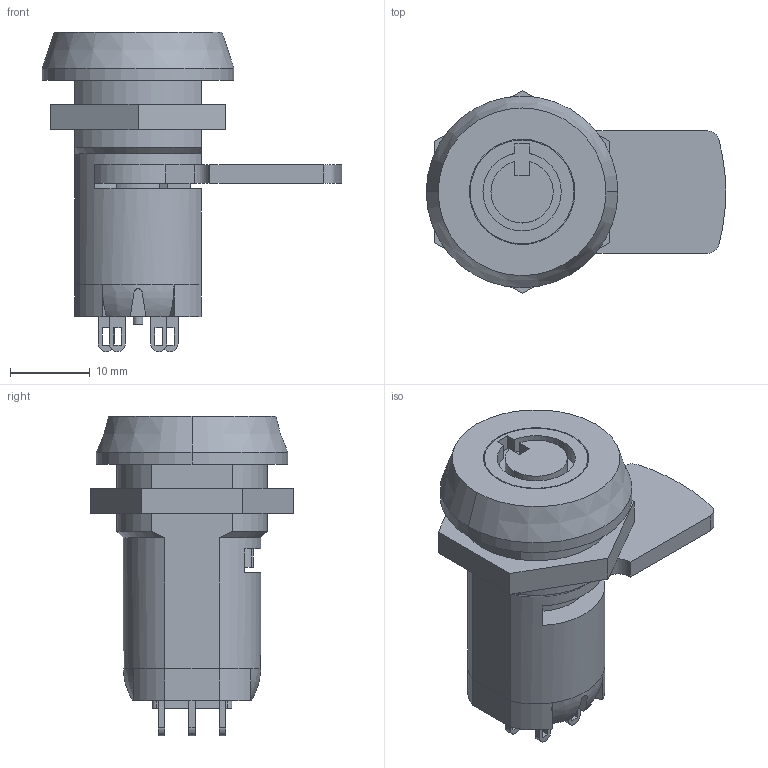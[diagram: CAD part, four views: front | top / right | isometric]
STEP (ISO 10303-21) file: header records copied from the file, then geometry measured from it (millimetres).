
FILE_DESCRIPTION (( 'STEP AP203' ), '1' );
FILE_NAME ('S-28-90-B-2.STEP', '2007-01-30T00:58:04', ( ' ' ), ( ' ' ), 'SwSTEP 2.0', 'SolidWorks 2006004', '' );
FILE_SCHEMA (( 'CONFIG_CONTROL_DESIGN' ));
Length unit declared in the file: millimetre
Products named in the file (7): S-28 抂巕_岞_棉太倌; S-28 庢晅僫僢僩M19_岞_棉太倌; S-28-90-B-2; S-28 忶慜_岞_棉太倌; S-28 巭傔嬥_岞_棉太倌; S-28 化粧キャップ_公_ﾃﾞﾌｫﾙﾄ; S-28 スイッチ_公_ﾃﾞﾌｫﾙﾄ
Assembly tree (11 placements, depth 2):
  S-28-90-B-2
    S-28 抂巕_岞_棉太倌  x6
    S-28 巭傔嬥_岞_棉太倌
    S-28 スイッチ_公_ﾃﾞﾌｫﾙﾄ
    S-28 忶慜_岞_棉太倌
    S-28 化粧キャップ_公_ﾃﾞﾌｫﾙﾄ
    S-28 庢晅僫僢僩M19_岞_棉太倌
Bounding box: 37.5 x 25.4 x 40 mm (x, y, z)
Volume: 10074 mm3; surface area: 6759 mm2
Topology: 11 solids, 11 shells, 184 faces, 465 edges, 308 vertices
Faces by surface type: plane 118, cylinder 58, cone 6, torus 2
Entity records: 4915 total; most frequent: CARTESIAN_POINT 823, DIRECTION 694, ORIENTED_EDGE 660, EDGE_CURVE 330, AXIS2_PLACEMENT_3D 249, VERTEX_POINT 218, VECTOR 196, LINE 196
